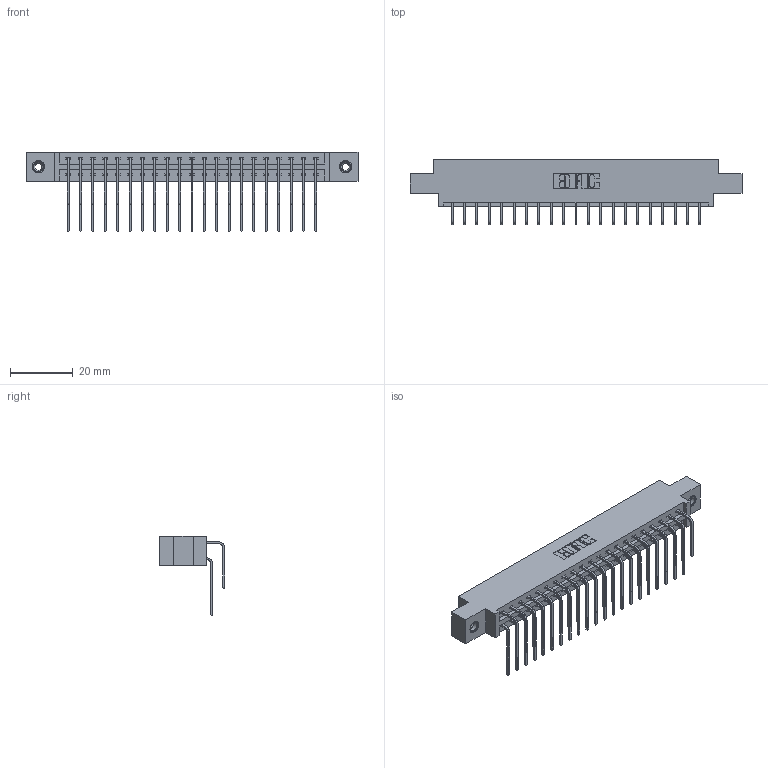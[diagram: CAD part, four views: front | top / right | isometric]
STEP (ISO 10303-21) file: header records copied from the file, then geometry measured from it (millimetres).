
FILE_DESCRIPTION (( 'STEP AP203' ), '1' );
FILE_NAME ('387-042-559-808.STEP', '2019-10-18T04:55:01', ( '' ), ( '' ), 'SwSTEP 2.0', 'SolidWorks 2016', '' );
FILE_SCHEMA (( 'CONFIG_CONTROL_DESIGN' ));
Length unit declared in the file: inch
Products named in the file (5): 387-042-559-808; 337 Part_0.170 Offset - 0.156 Dia-TI; 345-292-001_558 559 Tail - 1; 345-250-001_345-250-003-102; 345-292-001_559 Tail - 2
Assembly tree (45 placements, depth 2):
  387-042-559-808
    337 Part_0.170 Offset - 0.156 Dia-TI
    345-292-001_558 559 Tail - 1  x21
    345-292-001_559 Tail - 2  x21
    345-250-001_345-250-003-102  x2
Bounding box: 106.22 x 20.9 x 25.53 mm (x, y, z)
Volume: 11033.3 mm3; surface area: 13617.6 mm2
Topology: 45 solids, 45 shells, 2530 faces, 7473 edges, 4918 vertices
Faces by surface type: plane 1786, cylinder 728, cone 12, torus 4
Entity records: 22100 total; most frequent: CARTESIAN_POINT 3768, ORIENTED_EDGE 3646, DIRECTION 3257, EDGE_CURVE 1823, VECTOR 1635, LINE 1635, VERTEX_POINT 1208, AXIS2_PLACEMENT_3D 811
